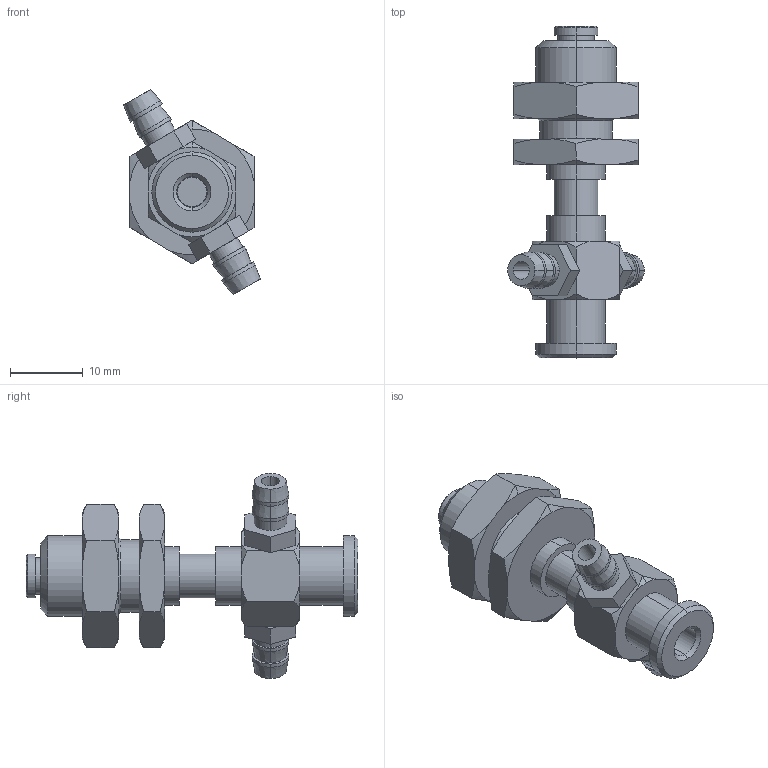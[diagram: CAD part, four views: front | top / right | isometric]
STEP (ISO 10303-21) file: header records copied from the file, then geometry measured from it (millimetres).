
FILE_DESCRIPTION (( 'STEP AP203' ), '1' );
FILE_NAME ('DL3-YAJ45M11.STEP', '2018-06-04T05:29:01', ( '' ), ( '' ), 'SwSTEP 2.0', 'SolidWorks 2014', '' );
FILE_SCHEMA (( 'CONFIG_CONTROL_DESIGN' ));
Length unit declared in the file: millimetre
Products named in the file (6): M5鞠瘍苤脣郋; DL3-YAJ45M11-020; DL3-YAJ45M11-030; DL3-YAJ45M11-040; DL3-YAJ45M11-010; DL3-YAJ45M11
Assembly tree (6 placements, depth 2):
  DL3-YAJ45M11
    DL3-YAJ45M11-010
    DL3-YAJ45M11-020
    M5鞠瘍苤脣郋  x2
    DL3-YAJ45M11-030
    DL3-YAJ45M11-040
Bounding box: 18.72 x 45.5 x 28.13 mm (x, y, z)
Volume: 5014.6 mm3; surface area: 4901.6 mm2
Topology: 6 solids, 6 shells, 182 faces, 424 edges, 268 vertices
Faces by surface type: cone 70, plane 58, cylinder 54
Entity records: 5362 total; most frequent: CARTESIAN_POINT 1133, DIRECTION 760, ORIENTED_EDGE 736, EDGE_CURVE 368, AXIS2_PLACEMENT_3D 307, VERTEX_POINT 232, EDGE_LOOP 178, ADVANCED_FACE 156
